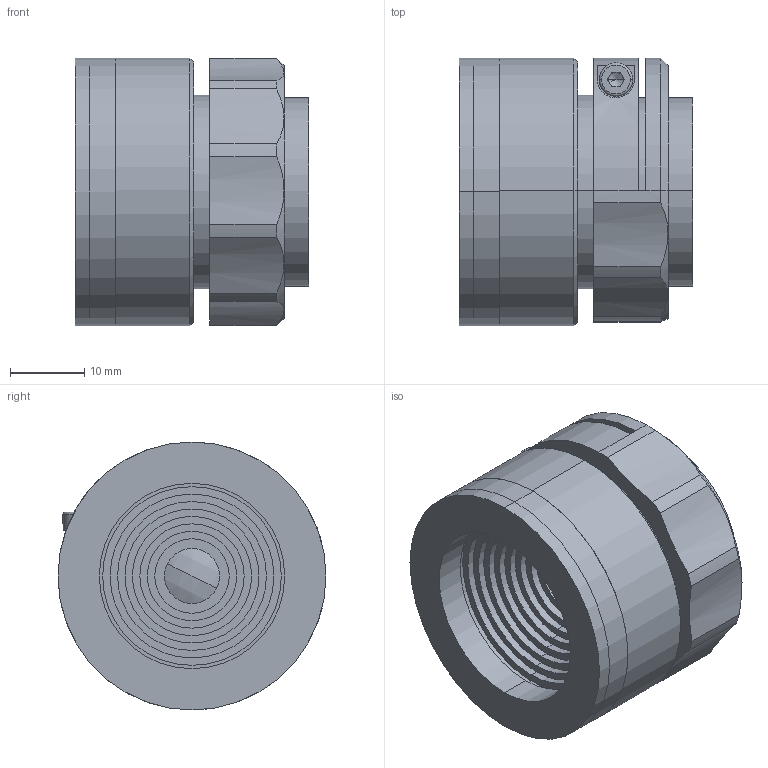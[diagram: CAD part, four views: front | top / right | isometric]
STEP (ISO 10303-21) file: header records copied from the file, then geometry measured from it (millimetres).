
FILE_DESCRIPTION (( 'STEP AP203' ), '1' );
FILE_NAME ('XF-MH035X55.STEP', '2020-11-19T08:32:51', ( 'canrill-02' ), ( '' ), 'SwSTEP 2.0', 'SolidWorks 2014', '' );
FILE_SCHEMA (( 'CONFIG_CONTROL_DESIGN' ));
Length unit declared in the file: millimetre
Products named in the file (1): XF-MH035X55
Bounding box: 31.41 x 36 x 36 mm (x, y, z)
Volume: 19568.1 mm3; surface area: 16861.2 mm2
Topology: 8 solids, 8 shells, 185 faces, 411 edges, 263 vertices
Faces by surface type: cylinder 92, plane 64, cone 19, sphere 8, torus 2
Entity records: 5330 total; most frequent: DIRECTION 999, CARTESIAN_POINT 949, ORIENTED_EDGE 814, AXIS2_PLACEMENT_3D 417, EDGE_CURVE 407, VERTEX_POINT 263, CIRCLE 231, EDGE_LOOP 222
